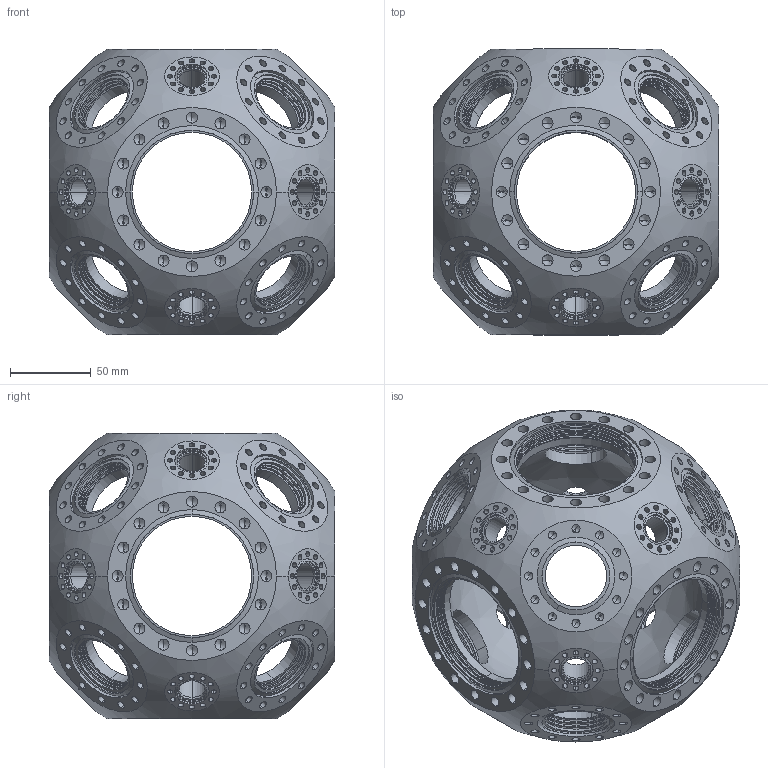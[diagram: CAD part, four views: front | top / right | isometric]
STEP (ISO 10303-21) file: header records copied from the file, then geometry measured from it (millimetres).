
FILE_DESCRIPTION (( 'STEP AP214' ), '1' );
FILE_NAME ('多面体-6CF63+8CF35+12CF16.STEP', '2023-10-26T02:47:33', ( '' ), ( '' ), 'SwSTEP 2.0', 'SolidWorks 2020', '' );
FILE_SCHEMA (( 'AUTOMOTIVE_DESIGN' ));
Length unit declared in the file: millimetre
Products named in the file (1): 嗣醱极-6CF63+8CF35+12CF16
Bounding box: 177.3 x 177.3 x 177.3 mm (x, y, z)
Volume: 1156871.8 mm3; surface area: 270864.9 mm2
Topology: 1 solids, 1 shells, 1908 faces, 4562 edges, 2434 vertices
Faces by surface type: cylinder 884, cone 800, plane 136, torus 84, sphere 4
Entity records: 57934 total; most frequent: DIRECTION 9894, CARTESIAN_POINT 8221, ORIENTED_EDGE 7760, AXIS2_PLACEMENT_3D 4105, EDGE_CURVE 3880, VERTEX_POINT 2432, EDGE_LOOP 2416, CIRCLE 2196
